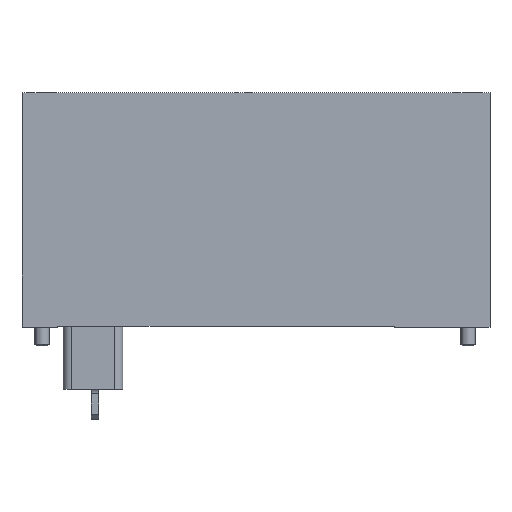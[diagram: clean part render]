
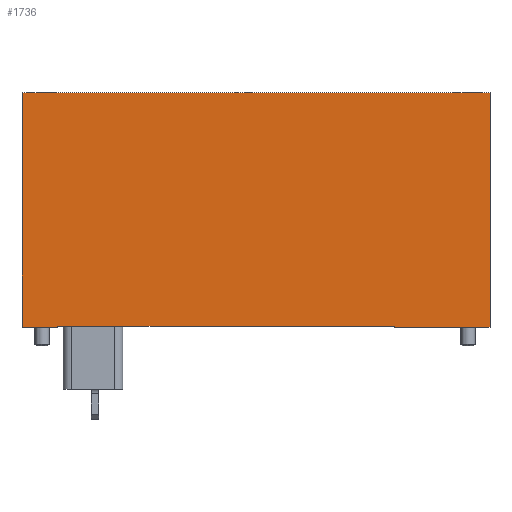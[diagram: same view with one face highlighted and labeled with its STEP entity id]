
A CAD part, top view. The second image highlights one B-rep face of the part: STEP entity #1736.
In plain terms, the highlighted planar face has unit normal (0, 0, 1).
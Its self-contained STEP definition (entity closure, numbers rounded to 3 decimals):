
#135=ORIENTED_EDGE('',*,*,#451,.T.);
#136=ORIENTED_EDGE('',*,*,#459,.F.);
#137=ORIENTED_EDGE('',*,*,#447,.F.);
#138=ORIENTED_EDGE('',*,*,#460,.F.);
#139=ORIENTED_EDGE('',*,*,#458,.T.);
#140=ORIENTED_EDGE('',*,*,#461,.T.);
#141=ORIENTED_EDGE('',*,*,#462,.T.);
#142=ORIENTED_EDGE('',*,*,#463,.T.);
#447=EDGE_CURVE('',#605,#606,#718,.T.);
#451=EDGE_CURVE('',#610,#608,#721,.T.);
#458=EDGE_CURVE('',#613,#616,#727,.T.);
#459=EDGE_CURVE('',#606,#608,#728,.T.);
#460=EDGE_CURVE('',#613,#605,#729,.T.);
#461=EDGE_CURVE('',#616,#617,#730,.T.);
#462=EDGE_CURVE('',#617,#618,#731,.T.);
#463=EDGE_CURVE('',#618,#610,#732,.T.);
#605=VERTEX_POINT('',#2346);
#606=VERTEX_POINT('',#2348);
#608=VERTEX_POINT('',#2354);
#610=VERTEX_POINT('',#2357);
#613=VERTEX_POINT('',#2365);
#616=VERTEX_POINT('',#2370);
#617=VERTEX_POINT('',#2376);
#618=VERTEX_POINT('',#2378);
#718=LINE('',#2347,#845);
#721=LINE('',#2356,#848);
#727=LINE('',#2371,#854);
#728=LINE('',#2373,#855);
#729=LINE('',#2374,#856);
#730=LINE('',#2375,#857);
#731=LINE('',#2377,#858);
#732=LINE('',#2379,#859);
#845=VECTOR('',#1982,1000.);
#848=VECTOR('',#1989,1000.);
#854=VECTOR('',#1999,1000.);
#855=VECTOR('',#2002,1000.);
#856=VECTOR('',#2003,1000.);
#857=VECTOR('',#2004,1000.);
#858=VECTOR('',#2005,1000.);
#859=VECTOR('',#2006,1000.);
#962=EDGE_LOOP('',(#135,#136,#137,#138,#139,#140,#141,#142));
#1061=FACE_BOUND('',#962,.T.);
#1156=PLANE('',#1830);
#1736=ADVANCED_FACE('',(#1061),#1156,.T.);
#1830=AXIS2_PLACEMENT_3D('',#2372,#2000,#2001);
#1982=DIRECTION('',(-1.,0.,0.));
#1989=DIRECTION('',(1.,0.,0.));
#1999=DIRECTION('',(1.,0.,0.));
#2000=DIRECTION('',(0.,0.,1.));
#2001=DIRECTION('',(1.,0.,0.));
#2002=DIRECTION('',(0.,-1.,0.));
#2003=DIRECTION('',(0.,1.,0.));
#2004=DIRECTION('',(0.,1.,0.));
#2005=DIRECTION('',(-1.,0.,0.));
#2006=DIRECTION('',(0.,-1.,0.));
#2346=CARTESIAN_POINT('',(29.,0.2,7.75));
#2347=CARTESIAN_POINT('',(29.,0.2,7.75));
#2348=CARTESIAN_POINT('',(-41.5,0.2,7.75));
#2354=CARTESIAN_POINT('',(-41.5,0.,7.75));
#2356=CARTESIAN_POINT('',(-49.,0.,7.75));
#2357=CARTESIAN_POINT('',(-49.,0.,7.75));
#2365=CARTESIAN_POINT('',(29.,0.,7.75));
#2370=CARTESIAN_POINT('',(49.,0.,7.75));
#2371=CARTESIAN_POINT('',(-49.,0.,7.75));
#2372=CARTESIAN_POINT('',(0.,0.,7.75));
#2373=CARTESIAN_POINT('',(-41.5,0.2,7.75));
#2374=CARTESIAN_POINT('',(29.,0.,7.75));
#2375=CARTESIAN_POINT('',(49.,0.,7.75));
#2376=CARTESIAN_POINT('',(49.,49.1,7.75));
#2377=CARTESIAN_POINT('',(49.,49.1,7.75));
#2378=CARTESIAN_POINT('',(-49.,49.1,7.75));
#2379=CARTESIAN_POINT('',(-49.,49.1,7.75));
